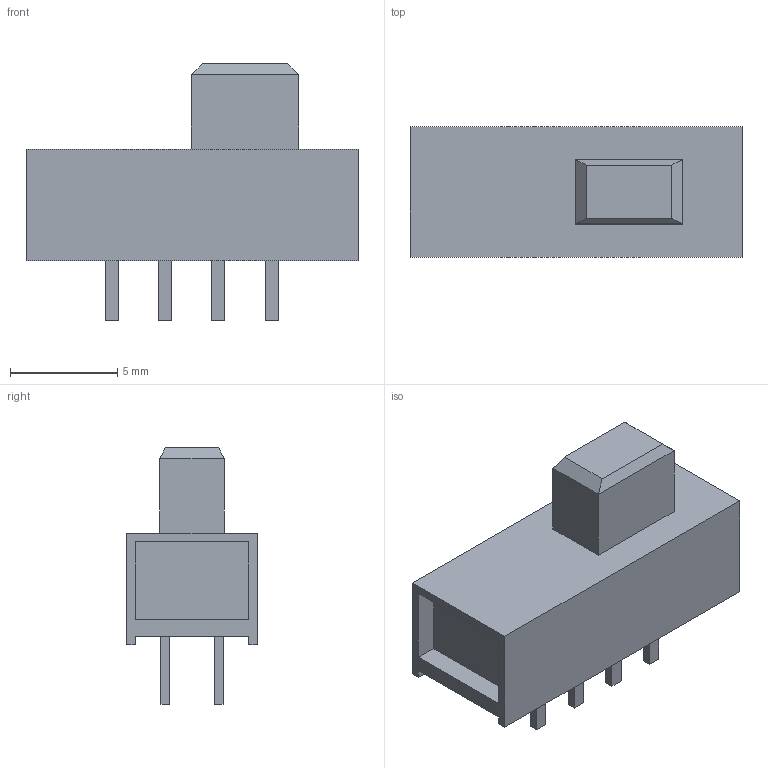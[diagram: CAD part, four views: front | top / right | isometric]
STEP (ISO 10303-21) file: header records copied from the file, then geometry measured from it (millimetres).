
FILE_DESCRIPTION(('STEP AP242'),'1');
FILE_NAME('1825163-2.stp','2022-08-01T20:16:43',('TraceParts'),('TraceParts S.A.'),'Spatial InterOp 3D',' ',' ');
FILE_SCHEMA(('AP242_MANAGED_MODEL_BASED_3D_ENGINEERING_MIM_LF {1 0 10303 442 1 1 4}'));
Length unit declared in the file: millimetre
Products named in the file (1): 1825163-2
Bounding box: 15.5 x 6.1 x 11.98 mm (x, y, z)
Volume: 485.9 mm3; surface area: 569 mm2
Topology: 1 solids, 1 shells, 69 faces, 164 edges, 108 vertices
Faces by surface type: plane 69
Entity records: 1961 total; most frequent: CARTESIAN_POINT 342, ORIENTED_EDGE 328, DIRECTION 304, EDGE_CURVE 164, LINE 164, VECTOR 164, VERTEX_POINT 108, EDGE_LOOP 80
